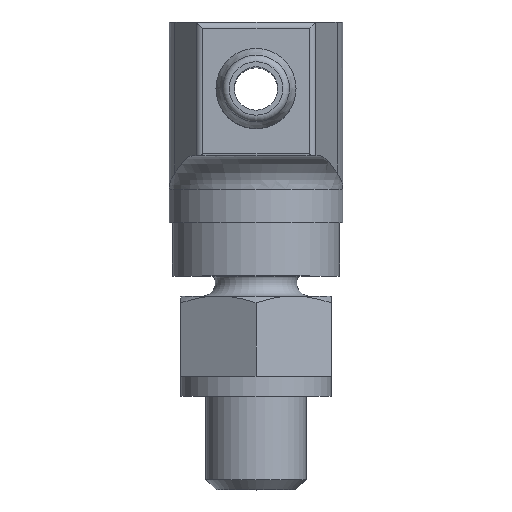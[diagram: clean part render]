
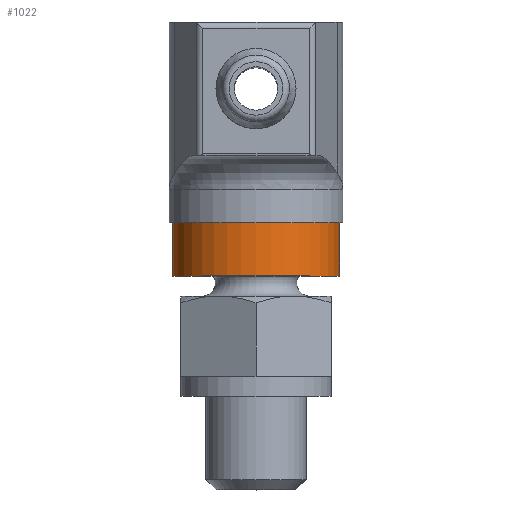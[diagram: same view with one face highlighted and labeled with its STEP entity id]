
A CAD part, top view. The second image highlights one B-rep face of the part: STEP entity #1022.
In plain terms, the highlighted cylindrical face has radius 2.5 mm (diameter 5 mm), a full revolution.
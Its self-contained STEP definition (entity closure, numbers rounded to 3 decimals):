
#348=ORIENTED_EDGE('',*,*,#561,.F.);
#349=ORIENTED_EDGE('',*,*,#560,.T.);
#560=EDGE_CURVE('',#671,#671,#730,.T.);
#561=EDGE_CURVE('',#672,#672,#731,.T.);
#671=VERTEX_POINT('',#1776);
#672=VERTEX_POINT('',#1779);
#730=CIRCLE('',#1141,2.5);
#731=CIRCLE('',#1143,2.5);
#797=EDGE_LOOP('',(#348));
#798=EDGE_LOOP('',(#349));
#901=FACE_BOUND('',#797,.T.);
#902=FACE_BOUND('',#798,.T.);
#982=CYLINDRICAL_SURFACE('',#1142,2.5);
#1022=ADVANCED_FACE('',(#901,#902),#982,.T.);
#1141=AXIS2_PLACEMENT_3D('',#1775,#1376,#1377);
#1142=AXIS2_PLACEMENT_3D('',#1777,#1378,#1379);
#1143=AXIS2_PLACEMENT_3D('',#1778,#1380,#1381);
#1376=DIRECTION('',(0.,-1.,0.));
#1377=DIRECTION('',(0.,0.,-1.));
#1378=DIRECTION('',(0.,-1.,0.));
#1379=DIRECTION('',(0.,0.,-1.));
#1380=DIRECTION('',(0.,-1.,0.));
#1381=DIRECTION('',(0.,0.,-1.));
#1775=CARTESIAN_POINT('',(0.,5.2,0.));
#1776=CARTESIAN_POINT('',(0.,5.2,-2.5));
#1777=CARTESIAN_POINT('',(0.,-14.,0.));
#1778=CARTESIAN_POINT('',(0.,3.6,0.));
#1779=CARTESIAN_POINT('',(0.,3.6,-2.5));
